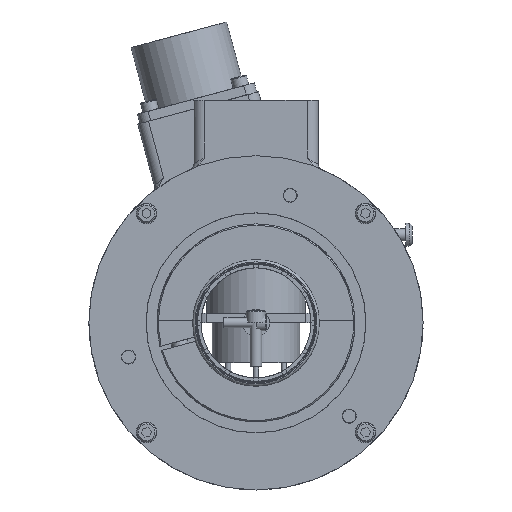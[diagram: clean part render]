
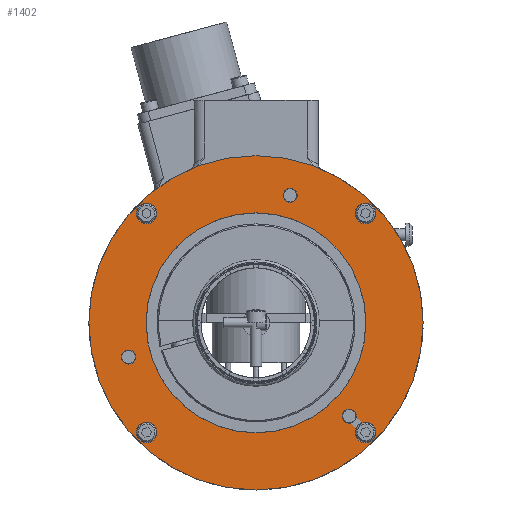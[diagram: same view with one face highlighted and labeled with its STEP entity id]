
A CAD part, front view. The second image highlights one B-rep face of the part: STEP entity #1402.
In plain terms, the highlighted planar face has unit normal (0, -1, 0).
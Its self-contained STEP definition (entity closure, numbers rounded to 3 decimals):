
#1402 = ADVANCED_FACE( '', ( #2240, #2241, #2242, #2243, #2244, #2245, #2246, #2247, #2248 ), #2249, .T. );
#2240 = FACE_BOUND( '', #3366, .T. );
#2241 = FACE_BOUND( '', #3367, .T. );
#2242 = FACE_BOUND( '', #3368, .T. );
#2243 = FACE_BOUND( '', #3369, .T. );
#2244 = FACE_BOUND( '', #3370, .T. );
#2245 = FACE_BOUND( '', #3371, .T. );
#2246 = FACE_BOUND( '', #3372, .T. );
#2247 = FACE_OUTER_BOUND( '', #3373, .T. );
#2248 = FACE_BOUND( '', #3374, .T. );
#2249 = PLANE( '', #3375 );
#3366 = EDGE_LOOP( '', ( #5694 ) );
#3367 = EDGE_LOOP( '', ( #5695 ) );
#3368 = EDGE_LOOP( '', ( #5696 ) );
#3369 = EDGE_LOOP( '', ( #5697 ) );
#3370 = EDGE_LOOP( '', ( #5698 ) );
#3371 = EDGE_LOOP( '', ( #5699 ) );
#3372 = EDGE_LOOP( '', ( #5700 ) );
#3373 = EDGE_LOOP( '', ( #5701 ) );
#3374 = EDGE_LOOP( '', ( #5702 ) );
#3375 = AXIS2_PLACEMENT_3D( '', #5703, #5704, #5705 );
#5694 = ORIENTED_EDGE( '', *, *, #7176, .T. );
#5695 = ORIENTED_EDGE( '', *, *, #7178, .T. );
#5696 = ORIENTED_EDGE( '', *, *, #7180, .T. );
#5697 = ORIENTED_EDGE( '', *, *, #7182, .T. );
#5698 = ORIENTED_EDGE( '', *, *, #7184, .T. );
#5699 = ORIENTED_EDGE( '', *, *, #7186, .T. );
#5700 = ORIENTED_EDGE( '', *, *, #7188, .T. );
#5701 = ORIENTED_EDGE( '', *, *, #7192, .T. );
#5702 = ORIENTED_EDGE( '', *, *, #7193, .F. );
#5703 = CARTESIAN_POINT( '', ( 0., -13.208, 48.26 ) );
#5704 = DIRECTION( '', ( 0., -1., 0. ) );
#5705 = DIRECTION( '', ( 0., 0., -1. ) );
#7176 = EDGE_CURVE( '', #8343, #8343, #8344, .T. );
#7178 = EDGE_CURVE( '', #8347, #8347, #8348, .T. );
#7180 = EDGE_CURVE( '', #8351, #8351, #8352, .T. );
#7182 = EDGE_CURVE( '', #8355, #8355, #8356, .T. );
#7184 = EDGE_CURVE( '', #8359, #8359, #8360, .T. );
#7186 = EDGE_CURVE( '', #8363, #8363, #8364, .T. );
#7188 = EDGE_CURVE( '', #8367, #8367, #8368, .T. );
#7192 = EDGE_CURVE( '', #8375, #8375, #8376, .T. );
#7193 = EDGE_CURVE( '', #8377, #8377, #8378, .T. );
#8343 = VERTEX_POINT( '', #10310 );
#8344 = CIRCLE( '', #10311, 2.019 );
#8347 = VERTEX_POINT( '', #10314 );
#8348 = CIRCLE( '', #10315, 2.019 );
#8351 = VERTEX_POINT( '', #10318 );
#8352 = CIRCLE( '', #10319, 2.019 );
#8355 = VERTEX_POINT( '', #10322 );
#8356 = CIRCLE( '', #10323, 2.972 );
#8359 = VERTEX_POINT( '', #10326 );
#8360 = CIRCLE( '', #10327, 2.972 );
#8363 = VERTEX_POINT( '', #10330 );
#8364 = CIRCLE( '', #10331, 2.972 );
#8367 = VERTEX_POINT( '', #10334 );
#8368 = CIRCLE( '', #10335, 2.972 );
#8375 = VERTEX_POINT( '', #10342 );
#8376 = CIRCLE( '', #10343, 48.26 );
#8377 = VERTEX_POINT( '', #10344 );
#8378 = CIRCLE( '', #10345, 31.75 );
#10310 = CARTESIAN_POINT( '', ( -36.802, -13.208, -11.88 ) );
#10311 = AXIS2_PLACEMENT_3D( '', #12273, #12274, #12275 );
#10314 = CARTESIAN_POINT( '', ( 26.941, -13.208, -28.96 ) );
#10315 = AXIS2_PLACEMENT_3D( '', #12279, #12280, #12281 );
#10318 = CARTESIAN_POINT( '', ( 9.861, -13.208, 34.782 ) );
#10319 = AXIS2_PLACEMENT_3D( '', #12285, #12286, #12287 );
#10322 = CARTESIAN_POINT( '', ( -31.611, -13.208, 28.639 ) );
#10323 = AXIS2_PLACEMENT_3D( '', #12291, #12292, #12293 );
#10326 = CARTESIAN_POINT( '', ( -31.611, -13.208, -34.582 ) );
#10327 = AXIS2_PLACEMENT_3D( '', #12297, #12298, #12299 );
#10330 = CARTESIAN_POINT( '', ( 31.611, -13.208, -34.582 ) );
#10331 = AXIS2_PLACEMENT_3D( '', #12303, #12304, #12305 );
#10334 = CARTESIAN_POINT( '', ( 31.611, -13.208, 28.639 ) );
#10335 = AXIS2_PLACEMENT_3D( '', #12309, #12310, #12311 );
#10342 = CARTESIAN_POINT( '', ( 0., -13.208, -48.26 ) );
#10343 = AXIS2_PLACEMENT_3D( '', #12321, #12322, #12323 );
#10344 = CARTESIAN_POINT( '', ( 0., -13.208, -31.75 ) );
#10345 = AXIS2_PLACEMENT_3D( '', #12324, #12325, #12326 );
#12273 = CARTESIAN_POINT( '', ( -36.802, -13.208, -9.861 ) );
#12274 = DIRECTION( '', ( 0., 1., 0. ) );
#12275 = DIRECTION( '', ( 0., 0., -1. ) );
#12279 = CARTESIAN_POINT( '', ( 26.941, -13.208, -26.941 ) );
#12280 = DIRECTION( '', ( 0., 1., 0. ) );
#12281 = DIRECTION( '', ( 0., 0., -1. ) );
#12285 = CARTESIAN_POINT( '', ( 9.861, -13.208, 36.802 ) );
#12286 = DIRECTION( '', ( 0., 1., 0. ) );
#12287 = DIRECTION( '', ( 0., 0., -1. ) );
#12291 = CARTESIAN_POINT( '', ( -31.611, -13.208, 31.611 ) );
#12292 = DIRECTION( '', ( 0., 1., 0. ) );
#12293 = DIRECTION( '', ( 0., 0., -1. ) );
#12297 = CARTESIAN_POINT( '', ( -31.611, -13.208, -31.611 ) );
#12298 = DIRECTION( '', ( 0., 1., 0. ) );
#12299 = DIRECTION( '', ( 0., 0., -1. ) );
#12303 = CARTESIAN_POINT( '', ( 31.611, -13.208, -31.611 ) );
#12304 = DIRECTION( '', ( 0., 1., 0. ) );
#12305 = DIRECTION( '', ( 0., 0., -1. ) );
#12309 = CARTESIAN_POINT( '', ( 31.611, -13.208, 31.611 ) );
#12310 = DIRECTION( '', ( 0., 1., 0. ) );
#12311 = DIRECTION( '', ( 0., 0., -1. ) );
#12321 = CARTESIAN_POINT( '', ( 0., -13.208, 0. ) );
#12322 = DIRECTION( '', ( 0., -1., 0. ) );
#12323 = DIRECTION( '', ( 0., 0., -1. ) );
#12324 = CARTESIAN_POINT( '', ( 0., -13.208, 0. ) );
#12325 = DIRECTION( '', ( 0., -1., 0. ) );
#12326 = DIRECTION( '', ( 0., 0., -1. ) );
